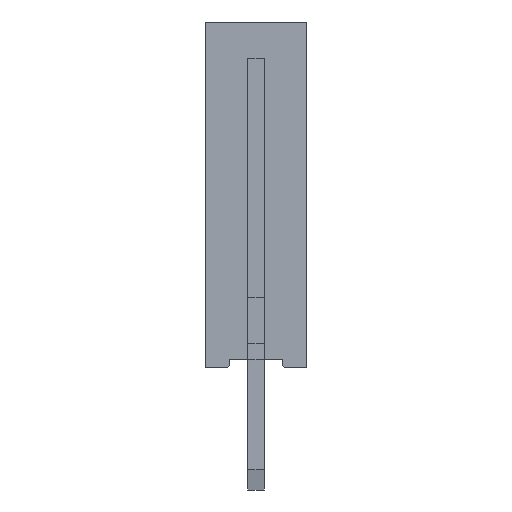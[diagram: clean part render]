
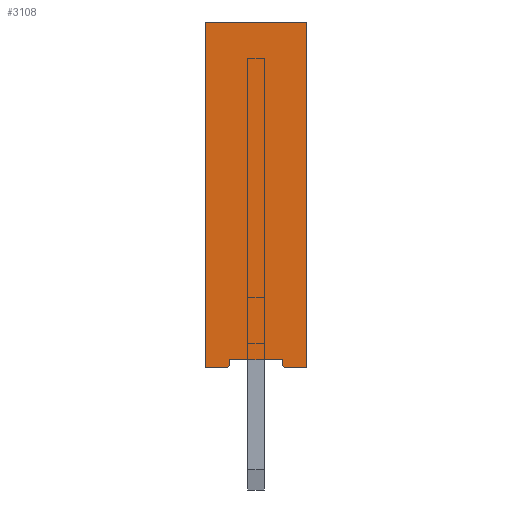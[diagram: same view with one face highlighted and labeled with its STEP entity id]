
A CAD part, front view. The second image highlights one B-rep face of the part: STEP entity #3108.
In plain terms, the highlighted planar face has unit normal (0, -1, 0).
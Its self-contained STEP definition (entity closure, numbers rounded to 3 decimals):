
#1036 = VERTEX_POINT('',#1037);
#1037 = CARTESIAN_POINT('',(-1.25,-67.31,0.));
#1043 = EDGE_CURVE('',#1044,#1036,#1046,.T.);
#1044 = VERTEX_POINT('',#1045);
#1045 = CARTESIAN_POINT('',(-0.75,-67.31,0.));
#1046 = LINE('',#1047,#1048);
#1047 = CARTESIAN_POINT('',(1.25,-67.31,0.));
#1048 = VECTOR('',#1049,1.);
#1049 = DIRECTION('',(-1.,0.,0.));
#1067 = EDGE_CURVE('',#1068,#1044,#1070,.T.);
#1068 = VERTEX_POINT('',#1069);
#1069 = CARTESIAN_POINT('',(-0.65,-67.31,0.1));
#1070 = CIRCLE('',#1071,0.1);
#1071 = AXIS2_PLACEMENT_3D('',#1072,#1073,#1074);
#1072 = CARTESIAN_POINT('',(-0.75,-67.31,0.1));
#1073 = DIRECTION('',(-0.,1.,0.));
#1074 = DIRECTION('',(1.,0.,0.));
#1092 = VERTEX_POINT('',#1093);
#1093 = CARTESIAN_POINT('',(-0.65,-67.31,0.2));
#1099 = EDGE_CURVE('',#1068,#1092,#1100,.T.);
#1100 = LINE('',#1101,#1102);
#1101 = CARTESIAN_POINT('',(-0.65,-67.31,0.1));
#1102 = VECTOR('',#1103,1.);
#1103 = DIRECTION('',(0.,0.,1.));
#1116 = VERTEX_POINT('',#1117);
#1117 = CARTESIAN_POINT('',(0.65,-67.31,0.2));
#1123 = EDGE_CURVE('',#1092,#1116,#1124,.T.);
#1124 = LINE('',#1125,#1126);
#1125 = CARTESIAN_POINT('',(0.95,-67.31,0.2));
#1126 = VECTOR('',#1127,1.);
#1127 = DIRECTION('',(1.,0.,0.));
#2058 = VERTEX_POINT('',#2059);
#2059 = CARTESIAN_POINT('',(0.65,-67.31,0.1));
#2065 = EDGE_CURVE('',#1116,#2058,#2066,.T.);
#2066 = LINE('',#2067,#2068);
#2067 = CARTESIAN_POINT('',(0.65,-67.31,0.05));
#2068 = VECTOR('',#2069,1.);
#2069 = DIRECTION('',(-0.,-0.,-1.));
#2082 = EDGE_CURVE('',#2083,#2058,#2085,.T.);
#2083 = VERTEX_POINT('',#2084);
#2084 = CARTESIAN_POINT('',(0.75,-67.31,0.));
#2085 = CIRCLE('',#2086,0.1);
#2086 = AXIS2_PLACEMENT_3D('',#2087,#2088,#2089);
#2087 = CARTESIAN_POINT('',(0.75,-67.31,0.1));
#2088 = DIRECTION('',(-0.,1.,0.));
#2089 = DIRECTION('',(1.,0.,0.));
#2107 = EDGE_CURVE('',#2108,#2083,#2110,.T.);
#2108 = VERTEX_POINT('',#2109);
#2109 = CARTESIAN_POINT('',(1.25,-67.31,0.));
#2110 = LINE('',#2111,#2112);
#2111 = CARTESIAN_POINT('',(1.25,-67.31,0.));
#2112 = VECTOR('',#2113,1.);
#2113 = DIRECTION('',(-1.,0.,0.));
#2131 = VERTEX_POINT('',#2132);
#2132 = CARTESIAN_POINT('',(1.25,-67.31,8.5));
#2138 = EDGE_CURVE('',#2108,#2131,#2139,.T.);
#2139 = LINE('',#2140,#2141);
#2140 = CARTESIAN_POINT('',(1.25,-67.31,0.));
#2141 = VECTOR('',#2142,1.);
#2142 = DIRECTION('',(0.,0.,1.));
#2155 = VERTEX_POINT('',#2156);
#2156 = CARTESIAN_POINT('',(-1.25,-67.31,8.5));
#2162 = EDGE_CURVE('',#2131,#2155,#2163,.T.);
#2163 = LINE('',#2164,#2165);
#2164 = CARTESIAN_POINT('',(1.25,-67.31,8.5));
#2165 = VECTOR('',#2166,1.);
#2166 = DIRECTION('',(-1.,0.,0.));
#3095 = EDGE_CURVE('',#1036,#2155,#3096,.T.);
#3096 = LINE('',#3097,#3098);
#3097 = CARTESIAN_POINT('',(-1.25,-67.31,0.));
#3098 = VECTOR('',#3099,1.);
#3099 = DIRECTION('',(0.,0.,1.));
#3108 = ADVANCED_FACE('',(#3109),#3121,.T.);
#3109 = FACE_BOUND('',#3110,.T.);
#3110 = EDGE_LOOP('',(#3111,#3112,#3113,#3114,#3115,#3116,#3117,#3118,
    #3119,#3120));
#3111 = ORIENTED_EDGE('',*,*,#2107,.F.);
#3112 = ORIENTED_EDGE('',*,*,#2138,.T.);
#3113 = ORIENTED_EDGE('',*,*,#2162,.T.);
#3114 = ORIENTED_EDGE('',*,*,#3095,.F.);
#3115 = ORIENTED_EDGE('',*,*,#1043,.F.);
#3116 = ORIENTED_EDGE('',*,*,#1067,.F.);
#3117 = ORIENTED_EDGE('',*,*,#1099,.T.);
#3118 = ORIENTED_EDGE('',*,*,#1123,.T.);
#3119 = ORIENTED_EDGE('',*,*,#2065,.T.);
#3120 = ORIENTED_EDGE('',*,*,#2082,.F.);
#3121 = PLANE('',#3122);
#3122 = AXIS2_PLACEMENT_3D('',#3123,#3124,#3125);
#3123 = CARTESIAN_POINT('',(1.25,-67.31,0.));
#3124 = DIRECTION('',(0.,-1.,0.));
#3125 = DIRECTION('',(-1.,0.,0.));
